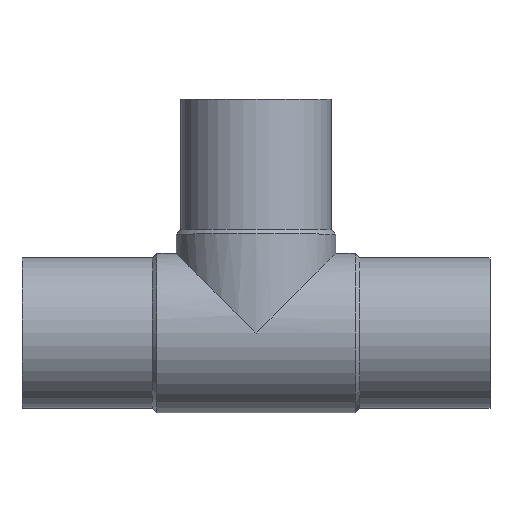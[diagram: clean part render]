
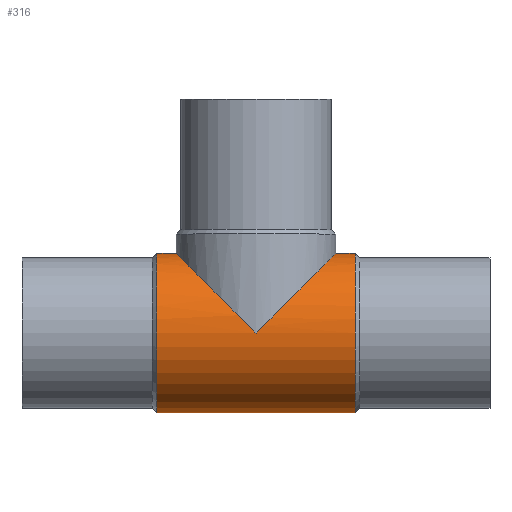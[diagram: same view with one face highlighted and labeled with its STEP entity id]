
A CAD part, top view. The second image highlights one B-rep face of the part: STEP entity #316.
In plain terms, the highlighted cylindrical face has radius 47.7 mm (diameter 95.4 mm), a partial arc.
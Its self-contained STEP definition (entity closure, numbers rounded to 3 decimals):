
#138 = VERTEX_POINT( '', #378 );
#154 = VERTEX_POINT( '', #394 );
#216 = EDGE_CURVE( '', #246, #154, #465, .T. );
#228 = VERTEX_POINT( '', #479 );
#242 = EDGE_CURVE( '', #228, #324, #496, .T. );
#244 = EDGE_CURVE( '', #138, #274, #498, .T. );
#246 = VERTEX_POINT( '', #500 );
#274 = VERTEX_POINT( '', #532 );
#286 = EDGE_CURVE( '', #138, #298, #545, .T. );
#298 = VERTEX_POINT( '', #558 );
#302 = EDGE_CURVE( '', #298, #246, #563, .T. );
#308 = EDGE_CURVE( '', #154, #228, #569, .T. );
#316 = ADVANCED_FACE( '', ( #577 ), #578, .T. );
#324 = VERTEX_POINT( '', #586 );
#356 = EDGE_CURVE( '', #324, #274, #623, .T. );
#378 = CARTESIAN_POINT( '', ( -199.3, -47.7, 0. ) );
#394 = CARTESIAN_POINT( '', ( -92.3, 47.7, 0. ) );
#465 = LINE( '', #748, #749 );
#479 = CARTESIAN_POINT( '', ( -140., 0., 47.7 ) );
#496 = ELLIPSE( '', #786, 67.458, 47.7 );
#498 = CIRCLE( '', #789, 47.7 );
#500 = CARTESIAN_POINT( '', ( -80.7, 47.7, 0. ) );
#532 = CARTESIAN_POINT( '', ( -199.3, 47.7, 0. ) );
#545 = LINE( '', #851, #852 );
#558 = CARTESIAN_POINT( '', ( -80.7, -47.7, 0. ) );
#563 = CIRCLE( '', #874, 47.7 );
#569 = ELLIPSE( '', #884, 67.458, 47.7 );
#577 = FACE_OUTER_BOUND( '', #894, .T. );
#578 = CYLINDRICAL_SURFACE( '', #895, 47.7 );
#586 = CARTESIAN_POINT( '', ( -187.7, 47.7, 0. ) );
#623 = LINE( '', #955, #956 );
#748 = CARTESIAN_POINT( '', ( -140., 47.7, 0. ) );
#749 = VECTOR( '', #1066, 1. );
#786 = AXIS2_PLACEMENT_3D( '', #1107, #1108, #1109 );
#789 = AXIS2_PLACEMENT_3D( '', #1110, #1111, #1112 );
#851 = CARTESIAN_POINT( '', ( -140., -47.7, 0. ) );
#852 = VECTOR( '', #1165, 1. );
#874 = AXIS2_PLACEMENT_3D( '', #1193, #1194, #1195 );
#884 = AXIS2_PLACEMENT_3D( '', #1200, #1201, #1202 );
#894 = EDGE_LOOP( '', ( #1205, #1206, #1207, #1208, #1209, #1210, #1211 ) );
#895 = AXIS2_PLACEMENT_3D( '', #1212, #1213, #1214 );
#955 = CARTESIAN_POINT( '', ( -140., 47.7, 0. ) );
#956 = VECTOR( '', #1283, 1. );
#1066 = DIRECTION( '', ( -1., 0., 0. ) );
#1107 = CARTESIAN_POINT( '', ( -140., 0., 0. ) );
#1108 = DIRECTION( '', ( -0.707, -0.707, 0. ) );
#1109 = DIRECTION( '', ( 0.707, -0.707, 0. ) );
#1110 = CARTESIAN_POINT( '', ( -199.3, 0., 0. ) );
#1111 = DIRECTION( '', ( -1., 0., 0. ) );
#1112 = DIRECTION( '', ( 0., 1., 0. ) );
#1165 = DIRECTION( '', ( 1., 0., 0. ) );
#1193 = CARTESIAN_POINT( '', ( -80.7, 0., 0. ) );
#1194 = DIRECTION( '', ( -1., 0., 0. ) );
#1195 = DIRECTION( '', ( 0., 1., 0. ) );
#1200 = CARTESIAN_POINT( '', ( -140., 0., 0. ) );
#1201 = DIRECTION( '', ( 0.707, -0.707, 0. ) );
#1202 = DIRECTION( '', ( 0.707, 0.707, 0. ) );
#1205 = ORIENTED_EDGE( '', *, *, #216, .T. );
#1206 = ORIENTED_EDGE( '', *, *, #308, .T. );
#1207 = ORIENTED_EDGE( '', *, *, #242, .T. );
#1208 = ORIENTED_EDGE( '', *, *, #356, .T. );
#1209 = ORIENTED_EDGE( '', *, *, #244, .F. );
#1210 = ORIENTED_EDGE( '', *, *, #286, .T. );
#1211 = ORIENTED_EDGE( '', *, *, #302, .T. );
#1212 = CARTESIAN_POINT( '', ( -140., 0., 0. ) );
#1213 = DIRECTION( '', ( 1., 0., 0. ) );
#1214 = DIRECTION( '', ( 0., 1., 0. ) );
#1283 = DIRECTION( '', ( -1., 0., 0. ) );
